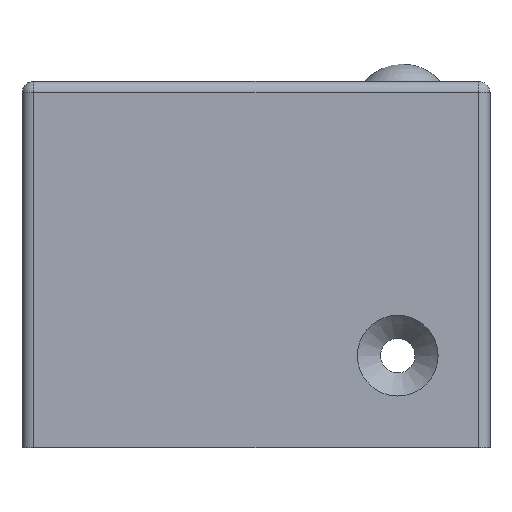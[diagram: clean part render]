
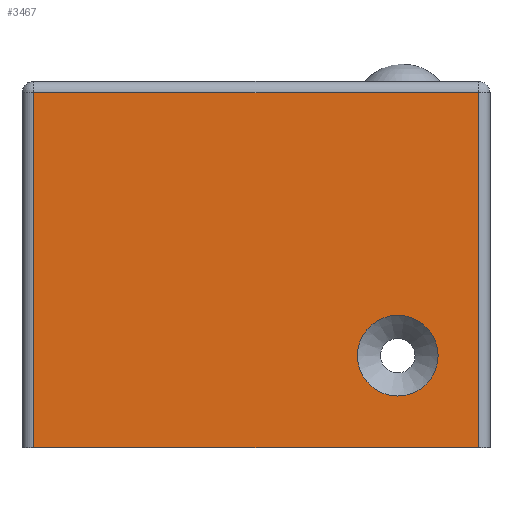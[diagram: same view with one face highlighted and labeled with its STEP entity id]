
A CAD part, front view. The second image highlights one B-rep face of the part: STEP entity #3467.
In plain terms, the highlighted planar face has unit normal (0, -1, 0).
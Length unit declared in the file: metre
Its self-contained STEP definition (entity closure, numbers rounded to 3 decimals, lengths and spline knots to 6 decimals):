
#57=CIRCLE('',#3645,0.0035);
#827=ORIENTED_EDGE('',*,*,#1551,.T.);
#828=ORIENTED_EDGE('',*,*,#1552,.T.);
#829=ORIENTED_EDGE('',*,*,#1553,.T.);
#830=ORIENTED_EDGE('',*,*,#1544,.F.);
#831=ORIENTED_EDGE('',*,*,#1554,.T.);
#1544=EDGE_CURVE('',#1939,#1940,#2386,.T.);
#1551=EDGE_CURVE('',#1945,#1945,#57,.T.);
#1552=EDGE_CURVE('',#1946,#1947,#2389,.T.);
#1553=EDGE_CURVE('',#1947,#1940,#2390,.T.);
#1554=EDGE_CURVE('',#1939,#1946,#2391,.T.);
#1939=VERTEX_POINT('',#5393);
#1940=VERTEX_POINT('',#5394);
#1945=VERTEX_POINT('',#5407);
#1946=VERTEX_POINT('',#5409);
#1947=VERTEX_POINT('',#5410);
#2386=LINE('',#5392,#2866);
#2389=LINE('',#5408,#2869);
#2390=LINE('',#5411,#2870);
#2391=LINE('',#5412,#2871);
#2866=VECTOR('',#4348,1.);
#2869=VECTOR('',#4363,1.);
#2870=VECTOR('',#4364,1.);
#2871=VECTOR('',#4365,1.);
#3034=EDGE_LOOP('',(#827));
#3035=EDGE_LOOP('',(#828,#829,#830,#831));
#3198=FACE_BOUND('',#3034,.T.);
#3199=FACE_BOUND('',#3035,.T.);
#3348=PLANE('',#3644);
#3467=ADVANCED_FACE('',(#3198,#3199),#3348,.F.);
#3644=AXIS2_PLACEMENT_3D('',#5405,#4359,#4360);
#3645=AXIS2_PLACEMENT_3D('',#5406,#4361,#4362);
#4348=DIRECTION('',(-1.,0.,0.));
#4359=DIRECTION('',(0.,1.,0.));
#4360=DIRECTION('',(-1.,0.,0.));
#4361=DIRECTION('',(0.,1.,0.));
#4362=DIRECTION('',(-1.,0.,0.));
#4363=DIRECTION('',(-1.,0.,0.));
#4364=DIRECTION('',(0.,0.,-1.));
#4365=DIRECTION('',(0.,0.,1.));
#5392=CARTESIAN_POINT('',(-0.019451,-0.036599,-0.0249));
#5393=CARTESIAN_POINT('',(0.018149,-0.036599,-0.0249));
#5394=CARTESIAN_POINT('',(-0.020451,-0.036599,-0.0249));
#5405=CARTESIAN_POINT('',(-0.019451,-0.036599,-0.009));
#5406=CARTESIAN_POINT('',(0.011149,-0.036599,-0.0169));
#5407=CARTESIAN_POINT('',(0.007649,-0.036599,-0.0169));
#5408=CARTESIAN_POINT('',(-0.021451,-0.036599,0.0059));
#5409=CARTESIAN_POINT('',(0.018149,-0.036599,0.0059));
#5410=CARTESIAN_POINT('',(-0.020451,-0.036599,0.0059));
#5411=CARTESIAN_POINT('',(-0.020451,-0.036599,-0.0249));
#5412=CARTESIAN_POINT('',(0.018149,-0.036599,-0.009));
